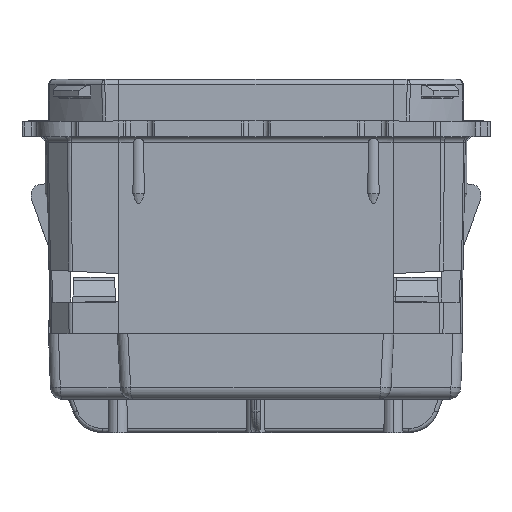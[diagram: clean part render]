
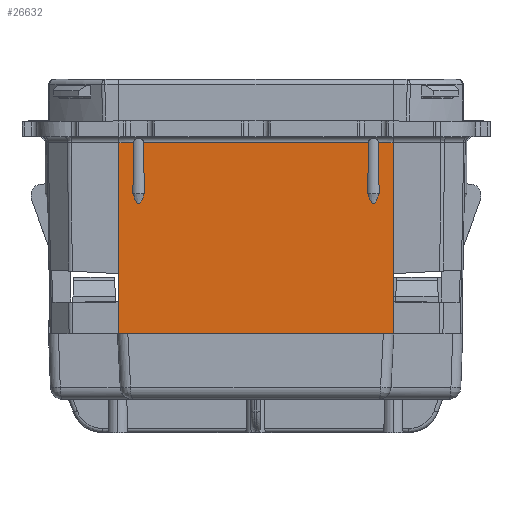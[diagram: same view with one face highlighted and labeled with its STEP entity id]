
A CAD part, left-side view. The second image highlights one B-rep face of the part: STEP entity #26632.
In plain terms, the highlighted planar face has unit normal (-1, 0, -0.018).
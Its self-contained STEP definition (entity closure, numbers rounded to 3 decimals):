
#26562=AXIS2_PLACEMENT_3D('Plane Axis2P3D',#26559,#26560,#26561) ;
#40=CARTESIAN_POINT('Vertex',(-20.054,10.745,-3.85)) ;
#42=CARTESIAN_POINT('Vertex',(-20.054,11.855,-3.85)) ;
#46=CARTESIAN_POINT('Control Point',(-20.054,11.855,-3.85)) ;
#47=CARTESIAN_POINT('Control Point',(-20.05,11.776,-4.08)) ;
#48=CARTESIAN_POINT('Control Point',(-20.047,11.713,-4.246)) ;
#49=CARTESIAN_POINT('Control Point',(-20.045,11.659,-4.375)) ;
#50=CARTESIAN_POINT('Control Point',(-20.04,11.541,-4.629)) ;
#51=CARTESIAN_POINT('Control Point',(-20.038,11.449,-4.757)) ;
#52=CARTESIAN_POINT('Control Point',(-20.037,11.4,-4.805)) ;
#53=CARTESIAN_POINT('Control Point',(-20.037,11.312,-4.851)) ;
#54=CARTESIAN_POINT('Control Point',(-20.037,11.225,-4.819)) ;
#55=CARTESIAN_POINT('Control Point',(-20.038,11.185,-4.788)) ;
#56=CARTESIAN_POINT('Control Point',(-20.039,11.096,-4.688)) ;
#57=CARTESIAN_POINT('Control Point',(-20.043,10.988,-4.483)) ;
#58=CARTESIAN_POINT('Control Point',(-20.045,10.923,-4.338)) ;
#59=CARTESIAN_POINT('Control Point',(-20.049,10.848,-4.149)) ;
#60=CARTESIAN_POINT('Control Point',(-20.054,10.745,-3.85)) ;
#73=CARTESIAN_POINT('Control Point',(-20.14,10.837,1.06)) ;
#74=CARTESIAN_POINT('Control Point',(-20.111,10.8,-0.576)) ;
#75=CARTESIAN_POINT('Control Point',(-20.083,10.771,-2.213)) ;
#76=CARTESIAN_POINT('Control Point',(-20.054,10.745,-3.85)) ;
#77=CARTESIAN_POINT('Vertex',(-20.14,10.837,1.06)) ;
#96=CARTESIAN_POINT('Vertex',(-20.14,11.763,1.06)) ;
#100=CARTESIAN_POINT('Control Point',(-20.14,11.763,1.06)) ;
#101=CARTESIAN_POINT('Control Point',(-20.111,11.8,-0.576)) ;
#102=CARTESIAN_POINT('Control Point',(-20.083,11.829,-2.213)) ;
#103=CARTESIAN_POINT('Control Point',(-20.054,11.855,-3.85)) ;
#283=CARTESIAN_POINT('Vertex',(-20.054,-11.855,-3.85)) ;
#285=CARTESIAN_POINT('Vertex',(-20.054,-10.745,-3.85)) ;
#289=CARTESIAN_POINT('Control Point',(-20.054,-10.745,-3.85)) ;
#290=CARTESIAN_POINT('Control Point',(-20.05,-10.824,-4.08)) ;
#291=CARTESIAN_POINT('Control Point',(-20.047,-10.887,-4.246)) ;
#292=CARTESIAN_POINT('Control Point',(-20.045,-10.941,-4.375)) ;
#293=CARTESIAN_POINT('Control Point',(-20.04,-11.059,-4.629)) ;
#294=CARTESIAN_POINT('Control Point',(-20.038,-11.151,-4.757)) ;
#295=CARTESIAN_POINT('Control Point',(-20.037,-11.2,-4.805)) ;
#296=CARTESIAN_POINT('Control Point',(-20.037,-11.288,-4.851)) ;
#297=CARTESIAN_POINT('Control Point',(-20.037,-11.375,-4.819)) ;
#298=CARTESIAN_POINT('Control Point',(-20.038,-11.415,-4.788)) ;
#299=CARTESIAN_POINT('Control Point',(-20.039,-11.504,-4.688)) ;
#300=CARTESIAN_POINT('Control Point',(-20.043,-11.612,-4.483)) ;
#301=CARTESIAN_POINT('Control Point',(-20.045,-11.677,-4.338)) ;
#302=CARTESIAN_POINT('Control Point',(-20.049,-11.752,-4.149)) ;
#303=CARTESIAN_POINT('Control Point',(-20.054,-11.855,-3.85)) ;
#316=CARTESIAN_POINT('Control Point',(-20.14,-11.763,1.06)) ;
#317=CARTESIAN_POINT('Control Point',(-20.111,-11.8,-0.576)) ;
#318=CARTESIAN_POINT('Control Point',(-20.083,-11.829,-2.213)) ;
#319=CARTESIAN_POINT('Control Point',(-20.054,-11.855,-3.85)) ;
#320=CARTESIAN_POINT('Vertex',(-20.14,-11.763,1.06)) ;
#339=CARTESIAN_POINT('Vertex',(-20.14,-10.837,1.06)) ;
#343=CARTESIAN_POINT('Control Point',(-20.14,-10.837,1.06)) ;
#344=CARTESIAN_POINT('Control Point',(-20.111,-10.8,-0.576)) ;
#345=CARTESIAN_POINT('Control Point',(-20.083,-10.771,-2.213)) ;
#346=CARTESIAN_POINT('Control Point',(-20.054,-10.745,-3.85)) ;
#19228=CARTESIAN_POINT('Vertex',(-19.818,-13.2,-17.35)) ;
#19231=CARTESIAN_POINT('Line Origine',(-19.818,0.,-17.35)) ;
#19235=CARTESIAN_POINT('Vertex',(-19.818,13.2,-17.35)) ;
#26544=CARTESIAN_POINT('Vertex',(-19.872,-13.2,-14.25)) ;
#26547=CARTESIAN_POINT('Line Origine',(-20.15,-13.2,1.65)) ;
#26559=CARTESIAN_POINT('Axis2P3D Location',(-20.15,0.,1.65)) ;
#26564=CARTESIAN_POINT('Line Origine',(-20.14,0.,1.06)) ;
#26568=CARTESIAN_POINT('Vertex',(-20.14,13.2,1.06)) ;
#26571=CARTESIAN_POINT('Line Origine',(-19.984,13.2,-7.85)) ;
#26575=CARTESIAN_POINT('Vertex',(-19.92,13.2,-11.55)) ;
#26578=CARTESIAN_POINT('Line Origine',(-19.984,13.2,-7.85)) ;
#26582=CARTESIAN_POINT('Vertex',(-19.872,13.2,-14.25)) ;
#26585=CARTESIAN_POINT('Line Origine',(-19.984,13.2,-7.85)) ;
#26590=CARTESIAN_POINT('Line Origine',(-19.984,-13.2,-7.85)) ;
#26594=CARTESIAN_POINT('Vertex',(-19.92,-13.2,-11.55)) ;
#26597=CARTESIAN_POINT('Line Origine',(-19.984,-13.2,-7.85)) ;
#26601=CARTESIAN_POINT('Vertex',(-20.14,-13.2,1.06)) ;
#26604=CARTESIAN_POINT('Line Origine',(-20.14,0.,1.06)) ;
#26609=CARTESIAN_POINT('Line Origine',(-20.14,0.,1.06)) ;
#19232=DIRECTION('Vector Direction',(0.,1.,0.)) ;
#26548=DIRECTION('Vector Direction',(0.017,0.,-1.)) ;
#26560=DIRECTION('Axis2P3D Direction',(1.,0.,0.017)) ;
#26561=DIRECTION('Axis2P3D XDirection',(0.,1.,0.)) ;
#26565=DIRECTION('Vector Direction',(0.,1.,0.)) ;
#26572=DIRECTION('Vector Direction',(-0.017,0.,1.)) ;
#26579=DIRECTION('Vector Direction',(-0.017,0.,1.)) ;
#26586=DIRECTION('Vector Direction',(-0.017,0.,1.)) ;
#26591=DIRECTION('Vector Direction',(-0.017,0.,1.)) ;
#26598=DIRECTION('Vector Direction',(-0.017,0.,1.)) ;
#26605=DIRECTION('Vector Direction',(0.,1.,0.)) ;
#26610=DIRECTION('Vector Direction',(0.,1.,0.)) ;
#19233=VECTOR('Line Direction',#19232,1.) ;
#26549=VECTOR('Line Direction',#26548,1.) ;
#26566=VECTOR('Line Direction',#26565,1.) ;
#26573=VECTOR('Line Direction',#26572,1.) ;
#26580=VECTOR('Line Direction',#26579,1.) ;
#26587=VECTOR('Line Direction',#26586,1.) ;
#26592=VECTOR('Line Direction',#26591,1.) ;
#26599=VECTOR('Line Direction',#26598,1.) ;
#26606=VECTOR('Line Direction',#26605,1.) ;
#26611=VECTOR('Line Direction',#26610,1.) ;
#26615=ORIENTED_EDGE('',*,*,#79,.T.) ;
#26616=ORIENTED_EDGE('',*,*,#61,.F.) ;
#26617=ORIENTED_EDGE('',*,*,#104,.F.) ;
#26618=ORIENTED_EDGE('',*,*,#26570,.T.) ;
#26619=ORIENTED_EDGE('',*,*,#26577,.T.) ;
#26620=ORIENTED_EDGE('',*,*,#26584,.T.) ;
#26621=ORIENTED_EDGE('',*,*,#26589,.T.) ;
#26622=ORIENTED_EDGE('',*,*,#19237,.F.) ;
#26623=ORIENTED_EDGE('',*,*,#26551,.F.) ;
#26624=ORIENTED_EDGE('',*,*,#26596,.F.) ;
#26625=ORIENTED_EDGE('',*,*,#26603,.F.) ;
#26626=ORIENTED_EDGE('',*,*,#26608,.T.) ;
#26627=ORIENTED_EDGE('',*,*,#322,.T.) ;
#26628=ORIENTED_EDGE('',*,*,#304,.F.) ;
#26629=ORIENTED_EDGE('',*,*,#347,.F.) ;
#26630=ORIENTED_EDGE('',*,*,#26613,.T.) ;
#26632=ADVANCED_FACE('Capot\\E000267_A',(#26631),#26563,.F.) ;
#45=B_SPLINE_CURVE_WITH_KNOTS('',5,(#46,#47,#48,#49,#50,#51,#52,#53,#54,#55,#56,#57,#58,#59,#60),.UNSPECIFIED.,.F.,.U.,(6,3,3,3,6),(0.,33.737,82.731,123.292,167.058),.UNSPECIFIED.) ;
#72=B_SPLINE_CURVE_WITH_KNOTS('',3,(#73,#74,#75,#76),.UNSPECIFIED.,.F.,.U.,(4,4),(0.,6.947),.UNSPECIFIED.) ;
#99=B_SPLINE_CURVE_WITH_KNOTS('',3,(#100,#101,#102,#103),.UNSPECIFIED.,.F.,.U.,(4,4),(0.,6.947),.UNSPECIFIED.) ;
#288=B_SPLINE_CURVE_WITH_KNOTS('',5,(#289,#290,#291,#292,#293,#294,#295,#296,#297,#298,#299,#300,#301,#302,#303),.UNSPECIFIED.,.F.,.U.,(6,3,3,3,6),(0.,33.737,82.731,123.292,167.058),.UNSPECIFIED.) ;
#315=B_SPLINE_CURVE_WITH_KNOTS('',3,(#316,#317,#318,#319),.UNSPECIFIED.,.F.,.U.,(4,4),(0.,6.947),.UNSPECIFIED.) ;
#342=B_SPLINE_CURVE_WITH_KNOTS('',3,(#343,#344,#345,#346),.UNSPECIFIED.,.F.,.U.,(4,4),(0.,6.947),.UNSPECIFIED.) ;
#61=EDGE_CURVE('',#43,#41,#45,.T.) ;
#79=EDGE_CURVE('',#78,#41,#72,.T.) ;
#104=EDGE_CURVE('',#97,#43,#99,.T.) ;
#304=EDGE_CURVE('',#286,#284,#288,.T.) ;
#322=EDGE_CURVE('',#321,#284,#315,.T.) ;
#347=EDGE_CURVE('',#340,#286,#342,.T.) ;
#19237=EDGE_CURVE('',#19229,#19236,#19234,.T.) ;
#26551=EDGE_CURVE('',#26545,#19229,#26550,.T.) ;
#26570=EDGE_CURVE('',#97,#26569,#26567,.T.) ;
#26577=EDGE_CURVE('',#26569,#26576,#26574,.F.) ;
#26584=EDGE_CURVE('',#26576,#26583,#26581,.F.) ;
#26589=EDGE_CURVE('',#26583,#19236,#26588,.F.) ;
#26596=EDGE_CURVE('',#26595,#26545,#26593,.F.) ;
#26603=EDGE_CURVE('',#26602,#26595,#26600,.F.) ;
#26608=EDGE_CURVE('',#26602,#321,#26607,.T.) ;
#26613=EDGE_CURVE('',#340,#78,#26612,.T.) ;
#26614=EDGE_LOOP('',(#26615,#26616,#26617,#26618,#26619,#26620,#26621,#26622,#26623,#26624,#26625,#26626,#26627,#26628,#26629,#26630)) ;
#26631=FACE_OUTER_BOUND('',#26614,.T.) ;
#19234=LINE('Line',#19231,#19233) ;
#26550=LINE('Line',#26547,#26549) ;
#26567=LINE('Line',#26564,#26566) ;
#26574=LINE('Line',#26571,#26573) ;
#26581=LINE('Line',#26578,#26580) ;
#26588=LINE('Line',#26585,#26587) ;
#26593=LINE('Line',#26590,#26592) ;
#26600=LINE('Line',#26597,#26599) ;
#26607=LINE('Line',#26604,#26606) ;
#26612=LINE('Line',#26609,#26611) ;
#26563=PLANE('',#26562) ;
#41=VERTEX_POINT('',#40) ;
#43=VERTEX_POINT('',#42) ;
#78=VERTEX_POINT('',#77) ;
#97=VERTEX_POINT('',#96) ;
#284=VERTEX_POINT('',#283) ;
#286=VERTEX_POINT('',#285) ;
#321=VERTEX_POINT('',#320) ;
#340=VERTEX_POINT('',#339) ;
#19229=VERTEX_POINT('',#19228) ;
#19236=VERTEX_POINT('',#19235) ;
#26545=VERTEX_POINT('',#26544) ;
#26569=VERTEX_POINT('',#26568) ;
#26576=VERTEX_POINT('',#26575) ;
#26583=VERTEX_POINT('',#26582) ;
#26595=VERTEX_POINT('',#26594) ;
#26602=VERTEX_POINT('',#26601) ;
